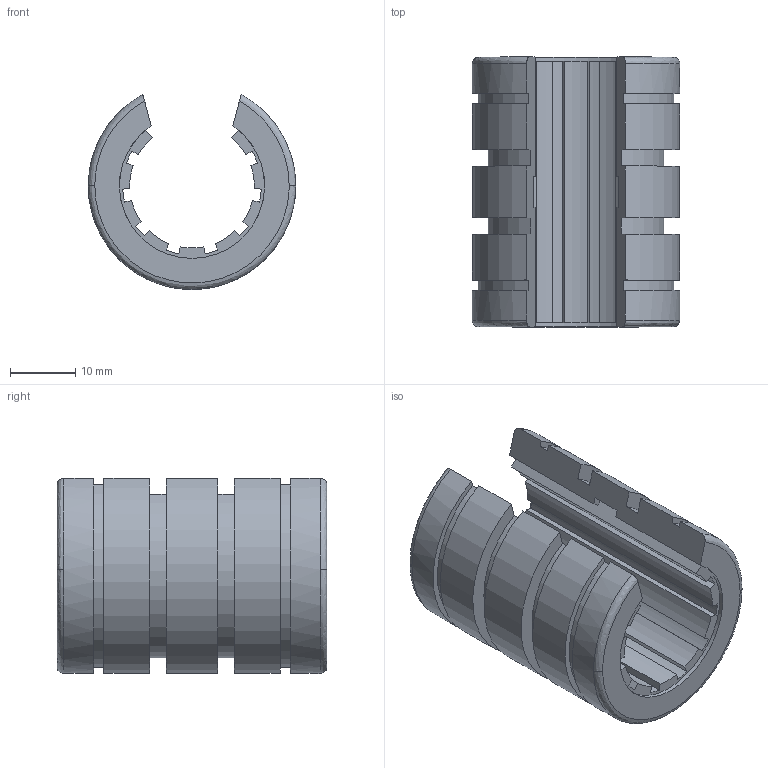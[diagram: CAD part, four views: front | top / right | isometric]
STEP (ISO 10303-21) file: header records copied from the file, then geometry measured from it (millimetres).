
FILE_DESCRIPTION (( 'STEP AP214' ), '1' );
FILE_NAME ('A-OJUI-01-12.step', '2017-11-29T20:21:00', ( '' ), ( '' ), 'SwSTEP 2.0', 'SolidWorks 2017', '' );
FILE_SCHEMA (( 'AUTOMOTIVE_DESIGN' ));
Length unit declared in the file: inch
Products named in the file (1): A-OJUI-01-12
Bounding box: 31.75 x 41.28 x 29.85 mm (x, y, z)
Volume: 15003.7 mm3; surface area: 13126.7 mm2
Topology: 2 solids, 2 shells, 118 faces, 318 edges, 212 vertices
Faces by surface type: plane 69, cylinder 43, bspline 6
Entity records: 5823 total; most frequent: CARTESIAN_POINT 1211, ORIENTED_EDGE 636, DIRECTION 634, EDGE_CURVE 318, AXIS2_PLACEMENT_3D 219, VERTEX_POINT 212, LINE 196, VECTOR 196
